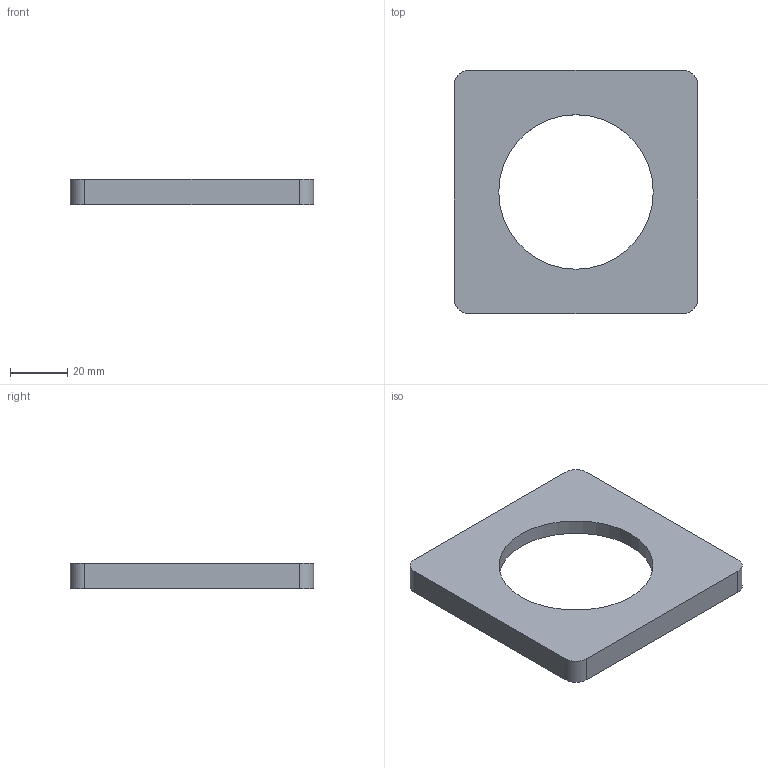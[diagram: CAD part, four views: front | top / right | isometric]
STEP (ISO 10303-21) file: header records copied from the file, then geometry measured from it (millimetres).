
FILE_DESCRIPTION(/* description */ (''),/* implementation_level */ '2;1');
FILE_NAME(/* name */ 'Enclosure.step',/* time_stamp */ '2023-11-23T18:01:19+07:00',/* author */ (''),/* organization */ (''),/* preprocessor_version */ 'ST-DEVELOPER v20',/* originating_system */ 'Autodesk Translation Framework v12.14.0.127',/* authorisation */ '');
FILE_SCHEMA (('AUTOMOTIVE_DESIGN { 1 0 10303 214 3 1 1 }'));
Length unit declared in the file: millimetre
Products named in the file (1): Enclosure
Bounding box: 85 x 85 x 9 mm (x, y, z)
Volume: 14571.5 mm3; surface area: 16710.4 mm2
Topology: 1 solids, 1 shells, 93 faces, 269 edges, 174 vertices
Faces by surface type: plane 60, cylinder 29, sphere 4
Full cylindrical faces by diameter (mm): 54 x1
Entity records: 3038 total; most frequent: CARTESIAN_POINT 529, ORIENTED_EDGE 522, DIRECTION 511, EDGE_CURVE 261, LINE 199, VECTOR 199, VERTEX_POINT 174, AXIS2_PLACEMENT_3D 156
